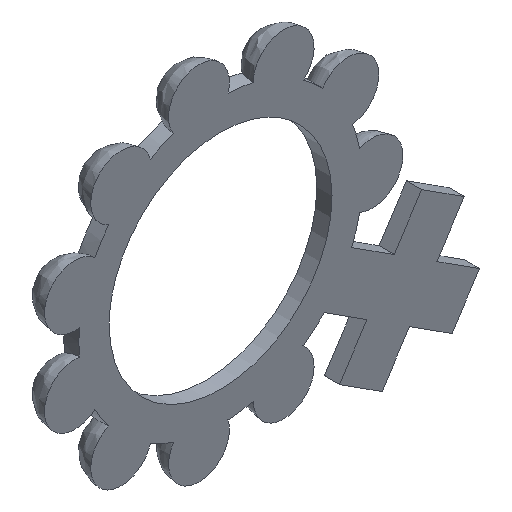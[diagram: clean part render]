
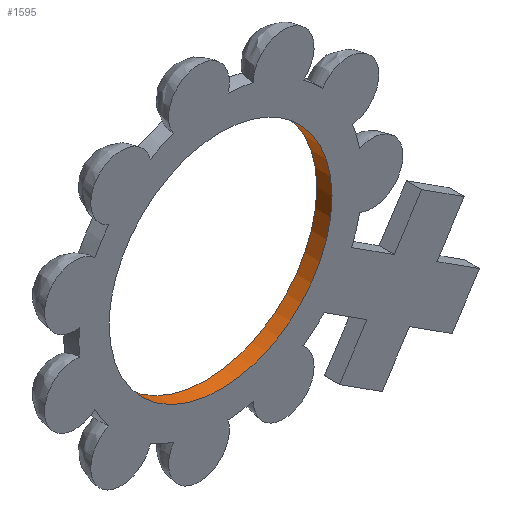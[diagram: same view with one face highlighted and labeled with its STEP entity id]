
A CAD part, isometric view. The second image highlights one B-rep face of the part: STEP entity #1595.
In plain terms, the highlighted free-form (B-spline) face has degree [2, 1] with [9, 2] control points.
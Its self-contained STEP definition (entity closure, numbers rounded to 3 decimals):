
#744 = EDGE_CURVE('',#745,#745,#747,.T.);
#745 = VERTEX_POINT('',#746);
#746 = CARTESIAN_POINT('',(-14.568,0.,0.));
#747 = ( BOUNDED_CURVE() B_SPLINE_CURVE(2,(#748,#749,#750,#751,#752,#753
,#754),.UNSPECIFIED.,.T.,.F.) B_SPLINE_CURVE_WITH_KNOTS((3,2,2,3),(
    3.142,5.236,7.33,9.425),
.PIECEWISE_BEZIER_KNOTS.) CURVE() GEOMETRIC_REPRESENTATION_ITEM() 
RATIONAL_B_SPLINE_CURVE((1.,0.5,1.,0.5,1.,0.5,1.)) REPRESENTATION_ITEM(
  '') );
#748 = CARTESIAN_POINT('',(-14.568,0.,0.));
#749 = CARTESIAN_POINT('',(-14.568,0.,-25.233));
#750 = CARTESIAN_POINT('',(7.284,0.,-12.616));
#751 = CARTESIAN_POINT('',(29.136,0.,0.));
#752 = CARTESIAN_POINT('',(7.284,0.,12.616));
#753 = CARTESIAN_POINT('',(-14.568,0.,25.233));
#754 = CARTESIAN_POINT('',(-14.568,0.,0.));
#1565 = EDGE_CURVE('',#1566,#1566,#1568,.T.);
#1566 = VERTEX_POINT('',#1567);
#1567 = CARTESIAN_POINT('',(-14.568,1.987,
    0.));
#1568 = ( BOUNDED_CURVE() B_SPLINE_CURVE(2,(#1569,#1570,#1571,#1572,
#1573,#1574,#1575),.UNSPECIFIED.,.T.,.F.) B_SPLINE_CURVE_WITH_KNOTS((3,2
    ,2,3),(3.142,5.236,7.33,9.425),
.PIECEWISE_BEZIER_KNOTS.) CURVE() GEOMETRIC_REPRESENTATION_ITEM() 
RATIONAL_B_SPLINE_CURVE((1.,0.5,1.,0.5,1.,0.5,1.)) REPRESENTATION_ITEM(
  '') );
#1569 = CARTESIAN_POINT('',(-14.568,1.987,
    0.));
#1570 = CARTESIAN_POINT('',(-14.568,1.987,
    -25.233));
#1571 = CARTESIAN_POINT('',(7.284,1.987,
    -12.616));
#1572 = CARTESIAN_POINT('',(29.136,1.987,
    0.));
#1573 = CARTESIAN_POINT('',(7.284,1.987,
    12.616));
#1574 = CARTESIAN_POINT('',(-14.568,1.987,
    25.233));
#1575 = CARTESIAN_POINT('',(-14.568,1.987,
    0.));
#1595 = ADVANCED_FACE('',(#1596),#1606,.F.);
#1596 = FACE_BOUND('',#1597,.F.);
#1597 = EDGE_LOOP('',(#1598,#1603,#1604,#1605));
#1598 = ORIENTED_EDGE('',*,*,#1599,.T.);
#1599 = EDGE_CURVE('',#745,#1566,#1600,.T.);
#1600 = B_SPLINE_CURVE_WITH_KNOTS('',1,(#1601,#1602),.UNSPECIFIED.,.F.,
  .F.,(2,2),(-0.75,0.75),.PIECEWISE_BEZIER_KNOTS.);
#1601 = CARTESIAN_POINT('',(-14.568,0.,0.));
#1602 = CARTESIAN_POINT('',(-14.568,1.987,
    0.));
#1603 = ORIENTED_EDGE('',*,*,#1565,.T.);
#1604 = ORIENTED_EDGE('',*,*,#1599,.F.);
#1605 = ORIENTED_EDGE('',*,*,#744,.F.);
#1606 = ( BOUNDED_SURFACE() B_SPLINE_SURFACE(2,1,(
    (#1607,#1608)
    ,(#1609,#1610)
    ,(#1611,#1612)
    ,(#1613,#1614)
    ,(#1615,#1616)
    ,(#1617,#1618)
    ,(#1619,#1620)
    ,(#1621,#1622)
    ,(#1623,#1624
)),.UNSPECIFIED.,.T.,.F.,.F.) B_SPLINE_SURFACE_WITH_KNOTS((3,2,2,2,3),(2
    ,2),(3.142,4.189,6.283,8.378,
    9.425),(-0.75,0.75),.UNSPECIFIED.) 
GEOMETRIC_REPRESENTATION_ITEM() RATIONAL_B_SPLINE_SURFACE((
    (0.75,0.75)
    ,(0.75,0.75)
    ,(1.,1.)
    ,(0.5,0.5)
    ,(1.,1.)
    ,(0.5,0.5)
    ,(1.,1.)
    ,(0.75,0.75)
,(0.75,0.75))) REPRESENTATION_ITEM('') SURFACE() );
#1607 = CARTESIAN_POINT('',(-14.568,1.987,0.));
#1608 = CARTESIAN_POINT('',(-14.568,0.,0.));
#1609 = CARTESIAN_POINT('',(-14.568,1.987,
    -8.411));
#1610 = CARTESIAN_POINT('',(-14.568,0.,-8.411));
#1611 = CARTESIAN_POINT('',(-7.284,1.987,
    -12.616));
#1612 = CARTESIAN_POINT('',(-7.284,0.,-12.616));
#1613 = CARTESIAN_POINT('',(14.568,1.987,
    -25.233));
#1614 = CARTESIAN_POINT('',(14.568,0.,-25.233));
#1615 = CARTESIAN_POINT('',(14.568,1.987,0.));
#1616 = CARTESIAN_POINT('',(14.568,0.,0.));
#1617 = CARTESIAN_POINT('',(14.568,1.987,
    25.233));
#1618 = CARTESIAN_POINT('',(14.568,0.,25.233));
#1619 = CARTESIAN_POINT('',(-7.284,1.987,
    12.616));
#1620 = CARTESIAN_POINT('',(-7.284,0.,12.616));
#1621 = CARTESIAN_POINT('',(-14.568,1.987,
    8.411));
#1622 = CARTESIAN_POINT('',(-14.568,0.,8.411));
#1623 = CARTESIAN_POINT('',(-14.568,1.987,0.));
#1624 = CARTESIAN_POINT('',(-14.568,0.,0.));
